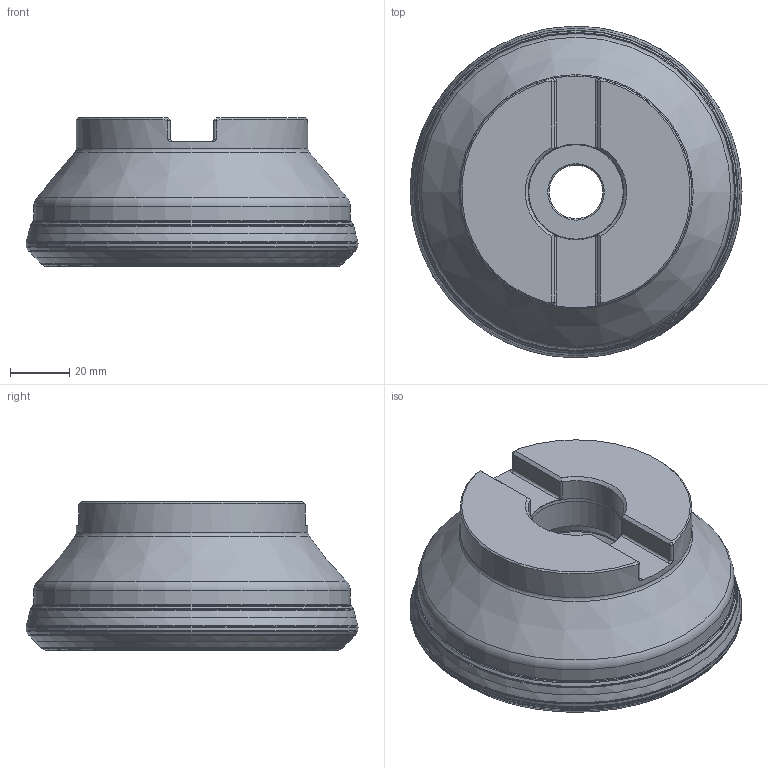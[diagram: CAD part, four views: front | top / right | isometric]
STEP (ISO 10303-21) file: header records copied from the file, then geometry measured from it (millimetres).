
FILE_DESCRIPTION(/* description */ (''),/* implementation_level */ '2;1');
FILE_NAME(/* name */ '100A06R_S45HN09C_CF_115008851ndi000_00_SIM.stp',/* time_stamp */ '2020-01-10T13:02:40+01:00',/* author */ (''),/* organization */ (''),/* preprocessor_version */ 'ST-DEVELOPER v16.7',/* originating_system */ 'SIEMENS PLM Software NX 12.0',/* authorisation */ '');
FILE_SCHEMA (('AUTOMOTIVE_DESIGN { 1 0 10303 214 3 1 1 1 }'));
Length unit declared in the file: millimetre
Products named in the file (1): hc723B0C5965xtrv
Bounding box: 111.74 x 111.74 x 50 mm (x, y, z)
Volume: 359073.3 mm3; surface area: 49821.6 mm2
Topology: 2 solids, 2 shells, 158 faces, 365 edges, 206 vertices
Faces by surface type: revolution 78, cylinder 24, plane 19, torus 19, cone 18
Full cylindrical faces by diameter (mm): 18 x1, 32.008 x1, 32.2 x1, 45.1 x1, 78 x1, 106.504 x1
Entity records: 4445 total; most frequent: CARTESIAN_POINT 1439, DIRECTION 578, ORIENTED_EDGE 466, EDGE_LOOP 266, EDGE_CURVE 233, AXIS2_PLACEMENT_3D 226, FACE_BOUND 216, VERTEX_POINT 183
